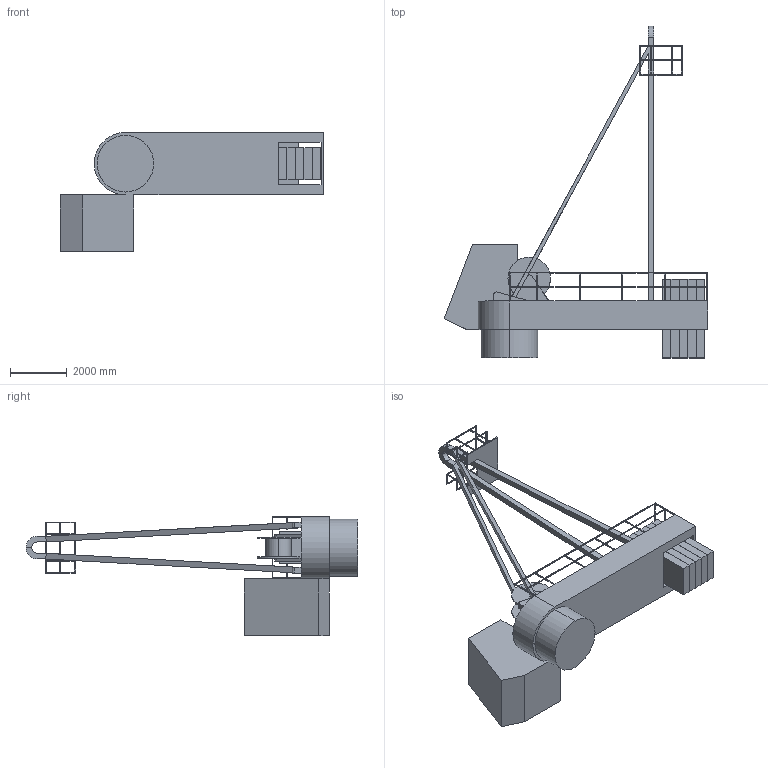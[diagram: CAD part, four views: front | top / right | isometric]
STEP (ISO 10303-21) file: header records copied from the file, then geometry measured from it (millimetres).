
FILE_DESCRIPTION (( 'STEP AP203' ), '1' );
FILE_NAME ('Deck_Default_sldprt.STEP', '2023-03-20T06:38:16', ( '' ), ( '' ), 'SwSTEP 2.0', 'SolidWorks 2019', '' );
FILE_SCHEMA (( 'CONFIG_CONTROL_DESIGN' ));
Length unit declared in the file: metre
Products named in the file (1): Deck_Default_sldprt
Bounding box: 9300 x 11708.32 x 4200 mm (x, y, z)
Volume: 37687333707.1 mm3; surface area: 187596263.6 mm2
Topology: 6 solids, 6 shells, 340 faces, 1037 edges, 654 vertices
Faces by surface type: plane 323, cylinder 17
Entity records: 11530 total; most frequent: ORIENTED_EDGE 2074, CARTESIAN_POINT 2032, DIRECTION 1757, EDGE_CURVE 1037, VECTOR 999, LINE 999, VERTEX_POINT 654, EDGE_LOOP 395
